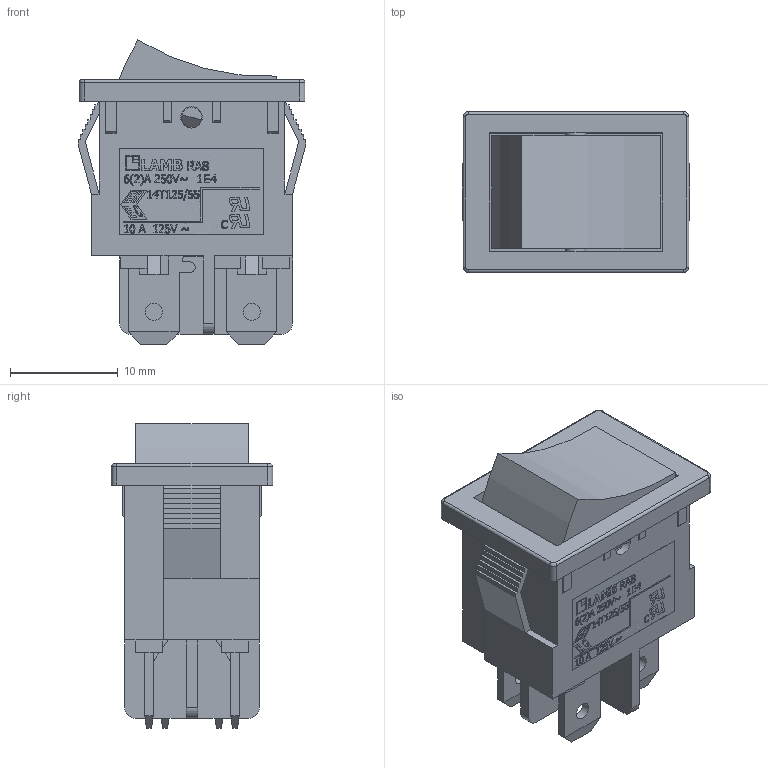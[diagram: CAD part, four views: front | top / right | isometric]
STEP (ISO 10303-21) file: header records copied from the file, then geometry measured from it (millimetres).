
FILE_DESCRIPTION((' '),'2;1');
FILE_NAME('RA812Cx000-1xx.stp','2017-07-25T15:20:20',(' '),(' '),' ','ACIS',' ');
FILE_SCHEMA(('CONFIG_CONTROL_DESIGN'));
Length unit declared in the file: inch
Products named in the file (3): RA812Cx000-1xx.stp; Body1; Body2
Assembly tree (2 placements, depth 2):
  RA812Cx000-1xx.stp
    Body1
    Body2
Bounding box: 21.2 x 15 x 28.3 mm (x, y, z)
Volume: 2639.9 mm3; surface area: 4321.6 mm2
Topology: 2 solids, 2 shells, 1008 faces, 2503 edges, 1553 vertices
Faces by surface type: plane 705, bspline 252, cylinder 49, cone 2
Full cylindrical faces by diameter (mm): 1.6 x4, 1.9 x2, 2 x2
Entity records: 30950 total; most frequent: CARTESIAN_POINT 8398, ORIENTED_EDGE 4994, DIRECTION 3651, EDGE_CURVE 2497, VECTOR 1889, LINE 1889, VERTEX_POINT 1553, EDGE_LOOP 1100
